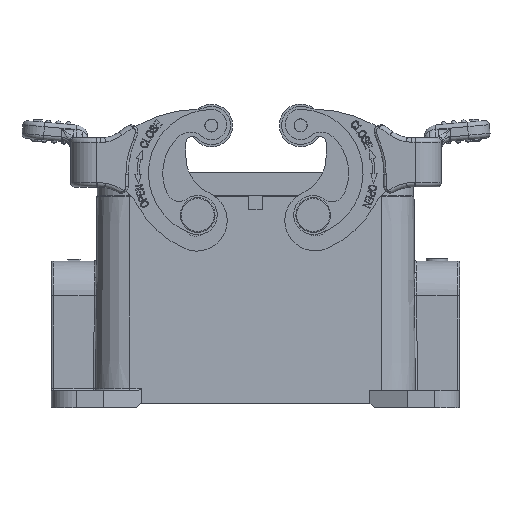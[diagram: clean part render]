
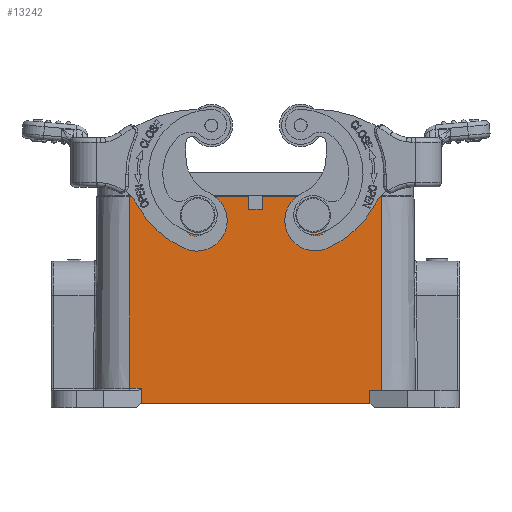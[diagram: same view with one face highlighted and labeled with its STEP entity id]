
A CAD part, front view. The second image highlights one B-rep face of the part: STEP entity #13242.
In plain terms, the highlighted planar face has unit normal (0, -1, 0.009).
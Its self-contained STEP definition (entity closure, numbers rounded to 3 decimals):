
#929=ELLIPSE('',#36068,1.5,1.5);
#930=ELLIPSE('',#36069,1.5,1.5);
#1092=B_SPLINE_CURVE_WITH_KNOTS('',3,(#48280,#48281,#48282,#48283),
 .UNSPECIFIED.,.F.,.F.,(4,4),(0.,1.),.UNSPECIFIED.);
#1097=B_SPLINE_CURVE_WITH_KNOTS('',3,(#48309,#48310,#48311,#48312),
 .UNSPECIFIED.,.F.,.F.,(4,4),(0.,1.),.UNSPECIFIED.);
#1102=B_SPLINE_CURVE_WITH_KNOTS('',3,(#48334,#48335,#48336,#48337),
 .UNSPECIFIED.,.F.,.F.,(4,4),(0.,1.),.UNSPECIFIED.);
#1971=LINE('',#46375,#4215);
#2345=LINE('',#48124,#4589);
#2351=LINE('',#48137,#4595);
#2353=LINE('',#48141,#4597);
#2374=LINE('',#48194,#4618);
#2380=LINE('',#48205,#4624);
#2420=LINE('',#48415,#4664);
#2421=LINE('',#48421,#4665);
#2422=LINE('',#48423,#4666);
#4215=VECTOR('',#38499,1.);
#4589=VECTOR('',#39641,1.);
#4595=VECTOR('',#39649,1.);
#4597=VECTOR('',#39653,1.);
#4618=VECTOR('',#39704,1.);
#4624=VECTOR('',#39716,1.);
#4664=VECTOR('',#39840,1.);
#4665=VECTOR('',#39847,1.);
#4666=VECTOR('',#39848,1.);
#12258=PLANE('',#36070);
#13242=ADVANCED_FACE('',(#15293,#15294,#15295),#12258,.T.);
#15293=FACE_BOUND('',#15965,.T.);
#15294=FACE_BOUND('',#15966,.T.);
#15295=FACE_BOUND('',#15967,.T.);
#15965=EDGE_LOOP('',(#19151));
#15966=EDGE_LOOP('',(#19152));
#15967=EDGE_LOOP('',(#19153,#19154,#19155,#19156,#19157,#19158,#19159,#19160,
#19161,#19162,#19163,#19164));
#19151=ORIENTED_EDGE('',*,*,#30007,.T.);
#19152=ORIENTED_EDGE('',*,*,#30008,.T.);
#19153=ORIENTED_EDGE('',*,*,#29976,.T.);
#19154=ORIENTED_EDGE('',*,*,#29970,.F.);
#19155=ORIENTED_EDGE('',*,*,#29963,.T.);
#19156=ORIENTED_EDGE('',*,*,#30009,.F.);
#19157=ORIENTED_EDGE('',*,*,#30010,.T.);
#19158=ORIENTED_EDGE('',*,*,#29931,.T.);
#19159=ORIENTED_EDGE('',*,*,#29898,.T.);
#19160=ORIENTED_EDGE('',*,*,#29896,.F.);
#19161=ORIENTED_EDGE('',*,*,#29890,.T.);
#19162=ORIENTED_EDGE('',*,*,#29925,.T.);
#19163=ORIENTED_EDGE('',*,*,#29254,.T.);
#19164=ORIENTED_EDGE('',*,*,#30006,.T.);
#26381=VERTEX_POINT('',#46356);
#26385=VERTEX_POINT('',#46376);
#26800=VERTEX_POINT('',#48125);
#26801=VERTEX_POINT('',#48126);
#26805=VERTEX_POINT('',#48135);
#26807=VERTEX_POINT('',#48142);
#26826=VERTEX_POINT('',#48206);
#26850=VERTEX_POINT('',#48279);
#26851=VERTEX_POINT('',#48284);
#26856=VERTEX_POINT('',#48313);
#26859=VERTEX_POINT('',#48338);
#26874=VERTEX_POINT('',#48418);
#26875=VERTEX_POINT('',#48420);
#26876=VERTEX_POINT('',#48422);
#29254=EDGE_CURVE('',#26385,#26381,#1971,.T.);
#29890=EDGE_CURVE('',#26800,#26801,#2345,.T.);
#29896=EDGE_CURVE('',#26800,#26805,#2351,.T.);
#29898=EDGE_CURVE('',#26807,#26805,#2353,.T.);
#29925=EDGE_CURVE('',#26801,#26385,#2374,.T.);
#29931=EDGE_CURVE('',#26826,#26807,#2380,.T.);
#29963=EDGE_CURVE('',#26851,#26850,#1092,.T.);
#29970=EDGE_CURVE('',#26851,#26856,#1097,.T.);
#29976=EDGE_CURVE('',#26859,#26856,#1102,.T.);
#30006=EDGE_CURVE('',#26381,#26859,#2420,.T.);
#30007=EDGE_CURVE('',#26874,#26874,#929,.T.);
#30008=EDGE_CURVE('',#26875,#26875,#930,.T.);
#30009=EDGE_CURVE('',#26876,#26850,#2421,.T.);
#30010=EDGE_CURVE('',#26876,#26826,#2422,.T.);
#36068=AXIS2_PLACEMENT_3D('',#48417,#39843,#39844);
#36069=AXIS2_PLACEMENT_3D('',#48419,#39845,#39846);
#36070=AXIS2_PLACEMENT_3D('',#48424,#39849,#39850);
#38499=DIRECTION('',(0.,-0.009,-1.));
#39641=DIRECTION('',(0.,0.009,1.));
#39649=DIRECTION('',(1.,0.,0.));
#39653=DIRECTION('',(0.,-0.009,-1.));
#39704=DIRECTION('',(-1.,0.,0.));
#39716=DIRECTION('',(-1.,0.,0.));
#39840=DIRECTION('',(1.,0.,0.));
#39843=DIRECTION('',(0.,1.,-0.009));
#39844=DIRECTION('',(0.,0.009,1.));
#39845=DIRECTION('',(0.,1.,-0.009));
#39846=DIRECTION('',(0.,0.009,1.));
#39847=DIRECTION('',(-1.,0.,0.));
#39848=DIRECTION('',(0.,0.009,1.));
#39849=DIRECTION('',(0.,-1.,0.009));
#39850=DIRECTION('',(-1.,0.,0.));
#46356=CARTESIAN_POINT('',(-29.,-21.886,4.496));
#46375=CARTESIAN_POINT('',(-29.,-21.5,48.7));
#46376=CARTESIAN_POINT('',(-29.,-21.5,48.7));
#48124=CARTESIAN_POINT('',(-1.6,-21.526,45.7));
#48125=CARTESIAN_POINT('',(-1.6,-21.526,45.7));
#48126=CARTESIAN_POINT('',(-1.6,-21.5,48.7));
#48135=CARTESIAN_POINT('',(1.6,-21.526,45.7));
#48137=CARTESIAN_POINT('',(-1.6,-21.526,45.7));
#48141=CARTESIAN_POINT('',(1.6,-21.5,48.7));
#48142=CARTESIAN_POINT('',(1.6,-21.5,48.7));
#48194=CARTESIAN_POINT('',(-1.6,-21.5,48.7));
#48205=CARTESIAN_POINT('',(29.,-21.5,48.7));
#48206=CARTESIAN_POINT('',(29.,-21.5,48.7));
#48279=CARTESIAN_POINT('',(26.297,-21.89,4.));
#48280=CARTESIAN_POINT('',(26.352,-21.916,1.));
#48281=CARTESIAN_POINT('',(26.334,-21.908,2.));
#48282=CARTESIAN_POINT('',(26.315,-21.899,3.));
#48283=CARTESIAN_POINT('',(26.297,-21.89,4.));
#48284=CARTESIAN_POINT('',(26.352,-21.917,1.));
#48309=CARTESIAN_POINT('',(26.352,-21.917,1.));
#48310=CARTESIAN_POINT('',(8.784,-21.917,1.));
#48311=CARTESIAN_POINT('',(-8.784,-21.917,1.));
#48312=CARTESIAN_POINT('',(-26.352,-21.917,1.));
#48313=CARTESIAN_POINT('',(-26.352,-21.917,1.));
#48334=CARTESIAN_POINT('',(-26.288,-21.886,4.496));
#48335=CARTESIAN_POINT('',(-26.309,-21.896,3.33));
#48336=CARTESIAN_POINT('',(-26.331,-21.906,2.165));
#48337=CARTESIAN_POINT('',(-26.352,-21.916,1.));
#48338=CARTESIAN_POINT('',(-26.288,-21.886,4.496));
#48415=CARTESIAN_POINT('',(-29.,-21.886,4.496));
#48417=CARTESIAN_POINT('',(13.3,-21.538,44.4));
#48418=CARTESIAN_POINT('',(13.3,-21.524,45.9));
#48419=CARTESIAN_POINT('',(-13.3,-21.538,44.4));
#48420=CARTESIAN_POINT('',(-13.3,-21.524,45.9));
#48421=CARTESIAN_POINT('',(29.,-21.89,4.));
#48422=CARTESIAN_POINT('',(29.,-21.89,4.));
#48423=CARTESIAN_POINT('',(29.,-21.89,4.));
#48424=CARTESIAN_POINT('',(-31.173,-21.5,48.7));
